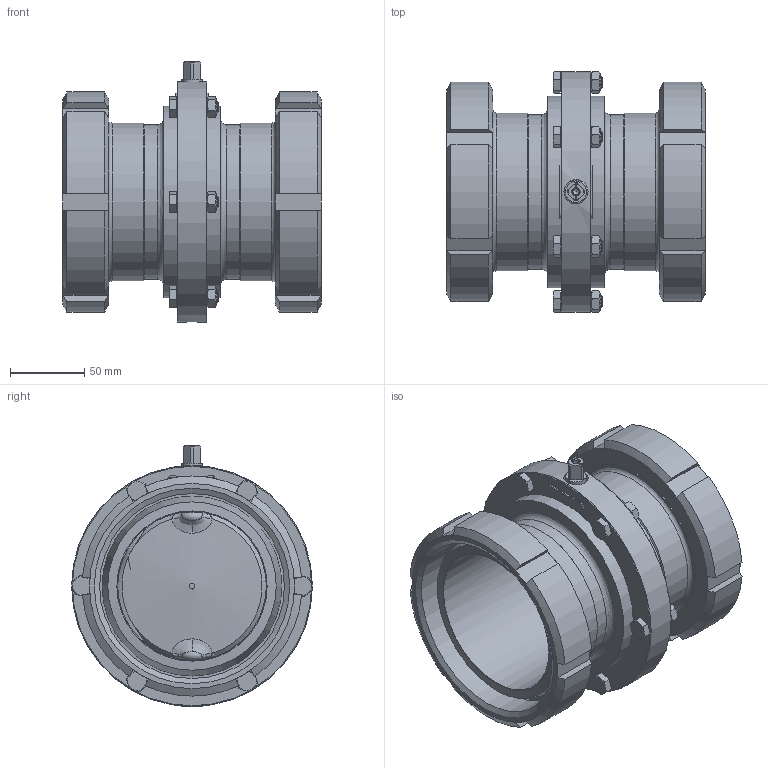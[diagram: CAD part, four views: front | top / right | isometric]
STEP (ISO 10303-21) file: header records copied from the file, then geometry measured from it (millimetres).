
FILE_DESCRIPTION((''),'2;1');
FILE_NAME('56640100XX30.stp','2010-11-23T14:57:57',('Creator'),(''),'Autodesk Inventor 2010','Autodesk Inventor 2010','');
FILE_SCHEMA(('AUTOMOTIVE_DESIGN { 1 0 10303 214 1 1 1 1 }'));
Length unit declared in the file: millimetre
Products named in the file (1): 56640100XX30
Bounding box: 174 x 162 x 175.5 mm (x, y, z)
Volume: 877089.9 mm3; surface area: 247677.4 mm2
Topology: 1 solids, 9 shells, 406 faces, 960 edges, 608 vertices
Faces by surface type: plane 196, cone 106, cylinder 78, bspline 20, torus 6
Full cylindrical faces by diameter (mm): 4.134 x1, 7.2 x6, 7.323 x6, 8 x12, 8.5 x6, 11.4 x6, 14 x2, 16.2 x2, 100 x2, 104 x2, 106 x2, 114 x2, 115 x2, 124.29 x2, 129 x2, 130.4 x2, 162 x1
Entity records: 12668 total; most frequent: CARTESIAN_POINT 4561, ORIENTED_EDGE 1644, DIRECTION 1588, EDGE_CURVE 822, AXIS2_PLACEMENT_3D 692, VERTEX_POINT 574, EDGE_LOOP 568, FACE_OUTER_BOUND 405
